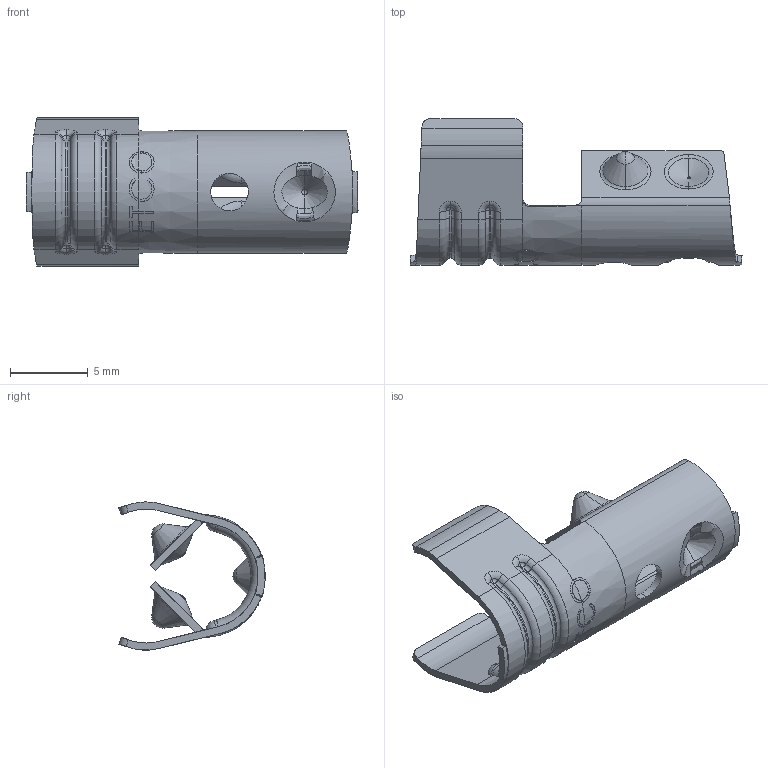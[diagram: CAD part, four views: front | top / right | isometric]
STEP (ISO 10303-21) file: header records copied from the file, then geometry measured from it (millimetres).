
FILE_DESCRIPTION (( 'STEP AP203' ), '1' );
FILE_NAME ('DT40.STEP', '2019-11-05T13:10:54', ( 'tempuser' ), ( 'Microsoft' ), 'SwSTEP 2.0', 'SolidWorks 2019', '' );
FILE_SCHEMA (( 'CONFIG_CONTROL_DESIGN' ));
Length unit declared in the file: inch
Products named in the file (1): DT40
Bounding box: 21.34 x 9.4 x 9.52 mm (x, y, z)
Volume: 184.8 mm3; surface area: 865.8 mm2
Topology: 1 solids, 1 shells, 282 faces, 698 edges, 430 vertices
Faces by surface type: bspline 84, cylinder 63, torus 52, plane 40, cone 23, sphere 20
Entity records: 13123 total; most frequent: CARTESIAN_POINT 7018, ORIENTED_EDGE 1396, DIRECTION 1062, EDGE_CURVE 698, AXIS2_PLACEMENT_3D 448, VERTEX_POINT 430, EDGE_LOOP 296, ADVANCED_FACE 282
